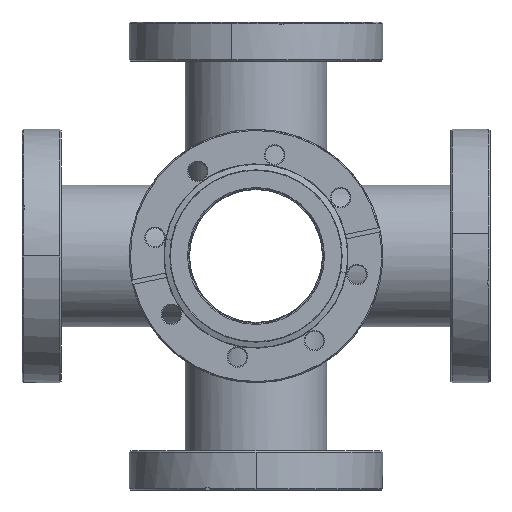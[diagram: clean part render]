
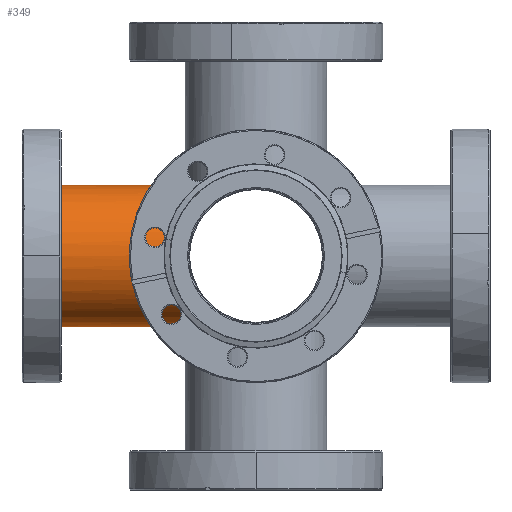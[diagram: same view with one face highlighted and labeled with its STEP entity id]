
A CAD part, front view. The second image highlights one B-rep face of the part: STEP entity #349.
In plain terms, the highlighted cylindrical face has radius 31.75 mm (diameter 63.5 mm), a partial arc.
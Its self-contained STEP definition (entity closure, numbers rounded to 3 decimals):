
#19 = EDGE_CURVE ( 'NONE', #1118, #1050, #1779, .T. ) ;
#21 = EDGE_CURVE ( 'NONE', #1129, #1065, #1781, .T. ) ;
#27 = EDGE_CURVE ( 'NONE', #1061, #1118, #7033, .T. ) ;
#28 = EDGE_CURVE ( 'NONE', #1061, #1051, #7034, .T. ) ;
#29 = EDGE_CURVE ( 'NONE', #1129, #1051, #7035, .T. ) ;
#30 = EDGE_CURVE ( 'NONE', #1065, #1050, #1787, .T. ) ;
#349 = ADVANCED_FACE ( 'NONE', ( #3374 ), #3379, .T. ) ;
#645 = AXIS2_PLACEMENT_3D ( 'NONE', #6600, #6602, #6601 ) ;
#1050 = VERTEX_POINT ( 'NONE', #5716 ) ;
#1051 = VERTEX_POINT ( 'NONE', #5721 ) ;
#1061 = VERTEX_POINT ( 'NONE', #5731 ) ;
#1065 = VERTEX_POINT ( 'NONE', #5734 ) ;
#1118 = VERTEX_POINT ( 'NONE', #5785 ) ;
#1129 = VERTEX_POINT ( 'NONE', #5796 ) ;
#1716 = EDGE_LOOP ( 'NONE', ( #6866, #6867, #6868, #6869, #6870, #6871 ) ) ;
#1779 = LINE ( 'NONE', #7218, #1780 ) ;
#1780 = VECTOR ( 'NONE', #7220, 1000. ) ;
#1781 = LINE ( 'NONE', #7219, #1783 ) ;
#1783 = VECTOR ( 'NONE', #7214, 1000. ) ;
#1787 = CIRCLE ( 'NONE', #645, 31.75 ) ;
#2512 = AXIS2_PLACEMENT_3D ( 'NONE', #3480, #3481, #3479 ) ;
#3374 = FACE_OUTER_BOUND ( 'NONE', #1716, .T. ) ;
#3379 = CYLINDRICAL_SURFACE ( 'NONE', #2512, 31.75 ) ;
#3479 = DIRECTION ( 'NONE',  ( 0., 0., 1. ) ) ;
#3480 = CARTESIAN_POINT ( 'NONE',  ( 95.3, 0., 0. ) ) ;
#3481 = DIRECTION ( 'NONE',  ( -1., 0., 0. ) ) ;
#5716 = CARTESIAN_POINT ( 'NONE',  ( -95.3, 0., -31.75 ) ) ;
#5721 = CARTESIAN_POINT ( 'NONE',  ( -22.451, -22.451, 22.451 ) ) ;
#5731 = CARTESIAN_POINT ( 'NONE',  ( -22.451, -22.451, -22.451 ) ) ;
#5734 = CARTESIAN_POINT ( 'NONE',  ( -95.3, 0., 31.75 ) ) ;
#5785 = CARTESIAN_POINT ( 'NONE',  ( -31.75, 0., -31.75 ) ) ;
#5796 = CARTESIAN_POINT ( 'NONE',  ( -31.75, 0., 31.75 ) ) ;
#6583 = CARTESIAN_POINT ( 'NONE',  ( -31.75, 0., 31.75 ) ) ;
#6587 = CARTESIAN_POINT ( 'NONE',  ( -22.451, -22.451, -22.451 ) ) ;
#6588 = CARTESIAN_POINT ( 'NONE',  ( -31.75, 0., -31.75 ) ) ;
#6589 = CARTESIAN_POINT ( 'NONE',  ( -22.451, -22.451, 22.451 ) ) ;
#6590 = CARTESIAN_POINT ( 'NONE',  ( -28.484, -16.417, -28.484 ) ) ;
#6591 = CARTESIAN_POINT ( 'NONE',  ( -35.602, -35.602, 9.299 ) ) ;
#6593 = CARTESIAN_POINT ( 'NONE',  ( -31.75, -8.533, -31.75 ) ) ;
#6595 = CARTESIAN_POINT ( 'NONE',  ( -22.451, -22.451, -22.451 ) ) ;
#6598 = CARTESIAN_POINT ( 'NONE',  ( -35.602, -35.602, -9.299 ) ) ;
#6599 = CARTESIAN_POINT ( 'NONE',  ( -28.484, -16.417, 28.484 ) ) ;
#6600 = CARTESIAN_POINT ( 'NONE',  ( -95.3, 0., 0. ) ) ;
#6601 = DIRECTION ( 'NONE',  ( 0., 0., -1. ) ) ;
#6602 = DIRECTION ( 'NONE',  ( 1., 0., 0. ) ) ;
#6604 = CARTESIAN_POINT ( 'NONE',  ( -31.75, -8.533, 31.75 ) ) ;
#6607 = CARTESIAN_POINT ( 'NONE',  ( -22.451, -22.451, 22.451 ) ) ;
#6866 = ORIENTED_EDGE ( 'NONE', *, *, #19, .F. ) ;
#6867 = ORIENTED_EDGE ( 'NONE', *, *, #27, .F. ) ;
#6868 = ORIENTED_EDGE ( 'NONE', *, *, #28, .T. ) ;
#6869 = ORIENTED_EDGE ( 'NONE', *, *, #29, .F. ) ;
#6870 = ORIENTED_EDGE ( 'NONE', *, *, #21, .T. ) ;
#6871 = ORIENTED_EDGE ( 'NONE', *, *, #30, .T. ) ;
#7033 =( BOUNDED_CURVE ( )  B_SPLINE_CURVE ( 3, ( #6587, #6590, #6593, #6588 ),
 .UNSPECIFIED., .F., .F. ) 
 B_SPLINE_CURVE_WITH_KNOTS ( ( 4, 4 ),
 ( 5.498, 6.283 ),
 .UNSPECIFIED. ) 
 CURVE ( )  GEOMETRIC_REPRESENTATION_ITEM ( )  RATIONAL_B_SPLINE_CURVE ( ( 1., 0.949, 0.949, 1. ) ) 
 REPRESENTATION_ITEM ( '' )  );
#7034 =( BOUNDED_CURVE ( )  B_SPLINE_CURVE ( 3, ( #6595, #6598, #6591, #6589 ),
 .UNSPECIFIED., .F., .F. ) 
 B_SPLINE_CURVE_WITH_KNOTS ( ( 4, 4 ),
 ( 5.498, 7.069 ),
 .UNSPECIFIED. ) 
 CURVE ( )  GEOMETRIC_REPRESENTATION_ITEM ( )  RATIONAL_B_SPLINE_CURVE ( ( 1., 0.805, 0.805, 1. ) ) 
 REPRESENTATION_ITEM ( '' )  );
#7035 =( BOUNDED_CURVE ( )  B_SPLINE_CURVE ( 3, ( #6583, #6604, #6599, #6607 ),
 .UNSPECIFIED., .F., .F. ) 
 B_SPLINE_CURVE_WITH_KNOTS ( ( 4, 4 ),
 ( 0., 0.785 ),
 .UNSPECIFIED. ) 
 CURVE ( )  GEOMETRIC_REPRESENTATION_ITEM ( )  RATIONAL_B_SPLINE_CURVE ( ( 1., 0.949, 0.949, 1. ) ) 
 REPRESENTATION_ITEM ( '' )  );
#7214 = DIRECTION ( 'NONE',  ( -1., 0., 0. ) ) ;
#7218 = CARTESIAN_POINT ( 'NONE',  ( 95.3, 0., -31.75 ) ) ;
#7219 = CARTESIAN_POINT ( 'NONE',  ( 95.3, 0., 31.75 ) ) ;
#7220 = DIRECTION ( 'NONE',  ( -1., 0., 0. ) ) ;
